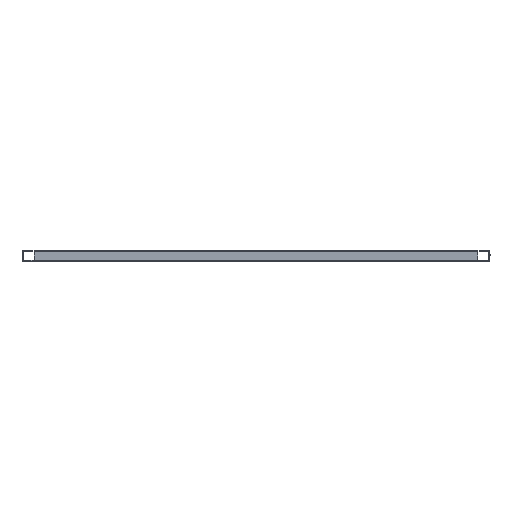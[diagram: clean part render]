
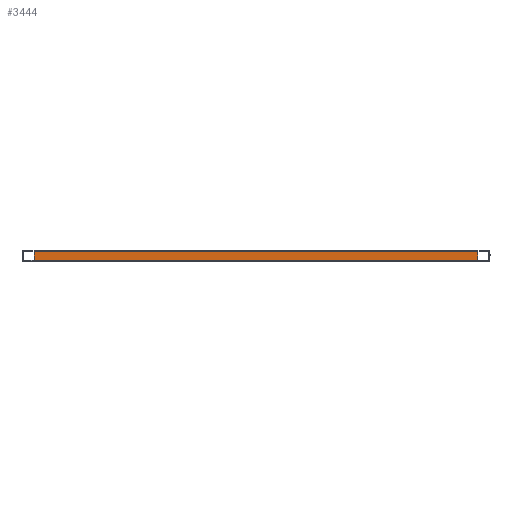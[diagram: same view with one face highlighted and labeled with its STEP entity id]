
A CAD part, left-side view. The second image highlights one B-rep face of the part: STEP entity #3444.
In plain terms, the highlighted planar face has unit normal (-1, 0, 0).
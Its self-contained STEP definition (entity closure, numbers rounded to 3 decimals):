
#73 = LINE ( 'NONE', #3510, #80 ) ;
#76 = LINE ( 'NONE', #3512, #77 ) ;
#77 = VECTOR ( 'NONE', #3511, 1000. ) ;
#80 = VECTOR ( 'NONE', #4987, 1000. ) ;
#83 = LINE ( 'NONE', #3503, #90 ) ;
#87 = LINE ( 'NONE', #3491, #96 ) ;
#90 = VECTOR ( 'NONE', #3496, 1000. ) ;
#96 = VECTOR ( 'NONE', #3489, 1000. ) ;
#1172 = CARTESIAN_POINT ( 'NONE',  ( -1041.51, -514.5, 3.01 ) ) ;
#1196 = CARTESIAN_POINT ( 'NONE',  ( -1041.51, 514.5, 21.99 ) ) ;
#1232 = CARTESIAN_POINT ( 'NONE',  ( -1041.51, 514.5, 3.01 ) ) ;
#1234 = CARTESIAN_POINT ( 'NONE',  ( -1041.51, -514.5, 21.99 ) ) ;
#1390 = DIRECTION ( 'NONE',  ( 0., 0., -1. ) ) ;
#1392 = DIRECTION ( 'NONE',  ( 1., 0., 0. ) ) ;
#1425 = PLANE ( 'NONE',  #5034 ) ;
#1446 = CARTESIAN_POINT ( 'NONE',  ( -1041.51, 514.5, 3. ) ) ;
#1616 = EDGE_CURVE ( 'NONE', #4203, #4158, #76, .T. ) ;
#1652 = EDGE_CURVE ( 'NONE', #4203, #4156, #73, .T. ) ;
#1670 = EDGE_CURVE ( 'NONE', #4183, #4158, #83, .T. ) ;
#1673 = EDGE_CURVE ( 'NONE', #4156, #4183, #87, .T. ) ;
#2460 = ORIENTED_EDGE ( 'NONE', *, *, #1673, .T. ) ;
#2461 = ORIENTED_EDGE ( 'NONE', *, *, #1670, .T. ) ;
#2462 = ORIENTED_EDGE ( 'NONE', *, *, #1616, .F. ) ;
#2463 = ORIENTED_EDGE ( 'NONE', *, *, #1652, .T. ) ;
#3444 = ADVANCED_FACE ( 'NONE', ( #4944 ), #1425, .F. ) ;
#3489 = DIRECTION ( 'NONE',  ( 0., 1., 0. ) ) ;
#3491 = CARTESIAN_POINT ( 'NONE',  ( -1041.51, -514.5, 21.99 ) ) ;
#3496 = DIRECTION ( 'NONE',  ( 0., 0., -1. ) ) ;
#3503 = CARTESIAN_POINT ( 'NONE',  ( -1041.51, 514.5, 3. ) ) ;
#3510 = CARTESIAN_POINT ( 'NONE',  ( -1041.51, -514.5, 3. ) ) ;
#3511 = DIRECTION ( 'NONE',  ( 0., 1., 0. ) ) ;
#3512 = CARTESIAN_POINT ( 'NONE',  ( -1041.51, 514.5, 3.01 ) ) ;
#4156 = VERTEX_POINT ( 'NONE', #1234 ) ;
#4158 = VERTEX_POINT ( 'NONE', #1232 ) ;
#4183 = VERTEX_POINT ( 'NONE', #1196 ) ;
#4203 = VERTEX_POINT ( 'NONE', #1172 ) ;
#4740 = EDGE_LOOP ( 'NONE', ( #2460, #2461, #2462, #2463 ) ) ;
#4944 = FACE_OUTER_BOUND ( 'NONE', #4740, .T. ) ;
#4987 = DIRECTION ( 'NONE',  ( 0., 0., 1. ) ) ;
#5034 = AXIS2_PLACEMENT_3D ( 'NONE', #1446, #1392, #1390 ) ;
